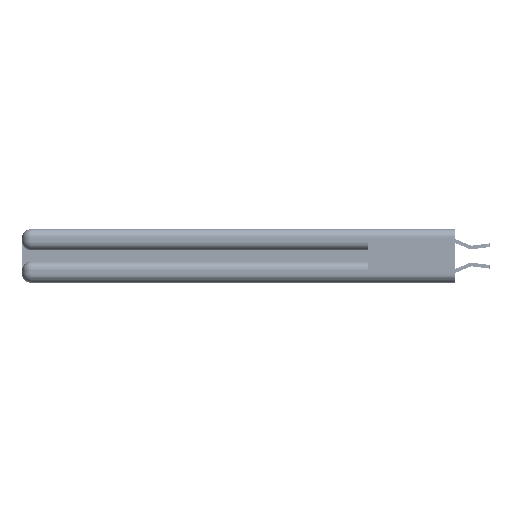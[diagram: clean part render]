
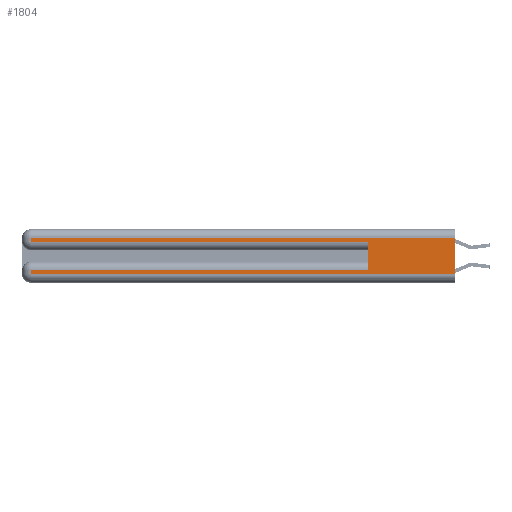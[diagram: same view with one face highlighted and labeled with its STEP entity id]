
A CAD part, left-side view. The second image highlights one B-rep face of the part: STEP entity #1804.
In plain terms, the highlighted planar face has unit normal (-1, 0, 0).
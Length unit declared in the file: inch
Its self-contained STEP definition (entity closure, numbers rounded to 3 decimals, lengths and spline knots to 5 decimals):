
#714 = CARTESIAN_POINT ( 'NONE',  ( 0., 0., 0.37 ) ) ;
#1035 = DIRECTION ( 'NONE',  ( 0., 0., 1. ) ) ;
#1804 = ADVANCED_FACE ( 'NONE', ( #31456 ), #26567, .F. ) ;
#2320 = VERTEX_POINT ( 'NONE', #23366 ) ;
#2570 = CARTESIAN_POINT ( 'NONE',  ( 0., 2.94, 0.31 ) ) ;
#2640 = DIRECTION ( 'NONE',  ( 0., 1., 0. ) ) ;
#2941 = CARTESIAN_POINT ( 'NONE',  ( 0., 0., 0.31 ) ) ;
#4917 = EDGE_CURVE ( 'NONE', #36710, #33266, #5980, .T. ) ;
#5199 = VERTEX_POINT ( 'NONE', #2570 ) ;
#5980 = LINE ( 'NONE', #714, #25170 ) ;
#6207 = ORIENTED_EDGE ( 'NONE', *, *, #19600, .T. ) ;
#6300 = EDGE_LOOP ( 'NONE', ( #32540, #11202, #18479, #6207, #15286, #7068, #19013, #7300 ) ) ;
#6875 = VECTOR ( 'NONE', #29530, 39.37008 ) ;
#7068 = ORIENTED_EDGE ( 'NONE', *, *, #36817, .T. ) ;
#7300 = ORIENTED_EDGE ( 'NONE', *, *, #23629, .T. ) ;
#7310 = AXIS2_PLACEMENT_3D ( 'NONE', #11618, #20593, #34444 ) ;
#7720 = LINE ( 'NONE', #36364, #13582 ) ;
#8923 = CARTESIAN_POINT ( 'NONE',  ( 0., 0.6, 0.085 ) ) ;
#9905 = CARTESIAN_POINT ( 'NONE',  ( 0., 0., 0.06 ) ) ;
#9941 = VECTOR ( 'NONE', #34924, 39.37008 ) ;
#10056 = VECTOR ( 'NONE', #29078, 39.37008 ) ;
#11202 = ORIENTED_EDGE ( 'NONE', *, *, #14097, .T. ) ;
#11413 = VERTEX_POINT ( 'NONE', #8923 ) ;
#11436 = EDGE_CURVE ( 'NONE', #5199, #11583, #28932, .T. ) ;
#11558 = EDGE_CURVE ( 'NONE', #11413, #32482, #29879, .T. ) ;
#11583 = VERTEX_POINT ( 'NONE', #24272 ) ;
#11618 = CARTESIAN_POINT ( 'NONE',  ( 0., 0., 0.37 ) ) ;
#12168 = DIRECTION ( 'NONE',  ( 0., 0., -1. ) ) ;
#13055 = CARTESIAN_POINT ( 'NONE',  ( 0., 0.6, 0.145 ) ) ;
#13252 = EDGE_CURVE ( 'NONE', #2320, #26660, #31916, .T. ) ;
#13582 = VECTOR ( 'NONE', #2640, 39.37008 ) ;
#14097 = EDGE_CURVE ( 'NONE', #36710, #5199, #16153, .T. ) ;
#15286 = ORIENTED_EDGE ( 'NONE', *, *, #11558, .F. ) ;
#16153 = LINE ( 'NONE', #2941, #36977 ) ;
#18446 = CARTESIAN_POINT ( 'NONE',  ( 0., 0., 0.31 ) ) ;
#18479 = ORIENTED_EDGE ( 'NONE', *, *, #11436, .T. ) ;
#19013 = ORIENTED_EDGE ( 'NONE', *, *, #13252, .T. ) ;
#19600 = EDGE_CURVE ( 'NONE', #11583, #32482, #26360, .T. ) ;
#20593 = DIRECTION ( 'NONE',  ( 1., 0., 0. ) ) ;
#20764 = VECTOR ( 'NONE', #24506, 39.37008 ) ;
#23366 = CARTESIAN_POINT ( 'NONE',  ( 0., 2.94, 0.085 ) ) ;
#23527 = CARTESIAN_POINT ( 'NONE',  ( 0., 2.94, 0.37 ) ) ;
#23629 = EDGE_CURVE ( 'NONE', #26660, #33266, #30660, .T. ) ;
#23675 = CARTESIAN_POINT ( 'NONE',  ( 0., 2.94, 0.37 ) ) ;
#24272 = CARTESIAN_POINT ( 'NONE',  ( 0., 2.94, 0.285 ) ) ;
#24506 = DIRECTION ( 'NONE',  ( 0., -1., 0. ) ) ;
#25039 = CARTESIAN_POINT ( 'NONE',  ( 0., 0.6, 0.285 ) ) ;
#25170 = VECTOR ( 'NONE', #12168, 39.37008 ) ;
#26360 = LINE ( 'NONE', #32929, #6875 ) ;
#26567 = PLANE ( 'NONE',  #7310 ) ;
#26660 = VERTEX_POINT ( 'NONE', #35189 ) ;
#28393 = DIRECTION ( 'NONE',  ( 0., 1., 0. ) ) ;
#28932 = LINE ( 'NONE', #23527, #9941 ) ;
#29078 = DIRECTION ( 'NONE',  ( 0., 0., -1. ) ) ;
#29530 = DIRECTION ( 'NONE',  ( 0., -1., 0. ) ) ;
#29850 = CARTESIAN_POINT ( 'NONE',  ( 0., 0., 0.06 ) ) ;
#29879 = LINE ( 'NONE', #13055, #35653 ) ;
#30660 = LINE ( 'NONE', #9905, #20764 ) ;
#31456 = FACE_OUTER_BOUND ( 'NONE', #6300, .T. ) ;
#31916 = LINE ( 'NONE', #23675, #10056 ) ;
#32482 = VERTEX_POINT ( 'NONE', #25039 ) ;
#32540 = ORIENTED_EDGE ( 'NONE', *, *, #4917, .F. ) ;
#32929 = CARTESIAN_POINT ( 'NONE',  ( 0., 0., 0.285 ) ) ;
#33266 = VERTEX_POINT ( 'NONE', #29850 ) ;
#34444 = DIRECTION ( 'NONE',  ( 0., 0., -1. ) ) ;
#34924 = DIRECTION ( 'NONE',  ( 0., 0., -1. ) ) ;
#35189 = CARTESIAN_POINT ( 'NONE',  ( 0., 2.94, 0.06 ) ) ;
#35653 = VECTOR ( 'NONE', #1035, 39.37008 ) ;
#36364 = CARTESIAN_POINT ( 'NONE',  ( 0., 0., 0.085 ) ) ;
#36710 = VERTEX_POINT ( 'NONE', #18446 ) ;
#36817 = EDGE_CURVE ( 'NONE', #11413, #2320, #7720, .T. ) ;
#36977 = VECTOR ( 'NONE', #28393, 39.37008 ) ;
